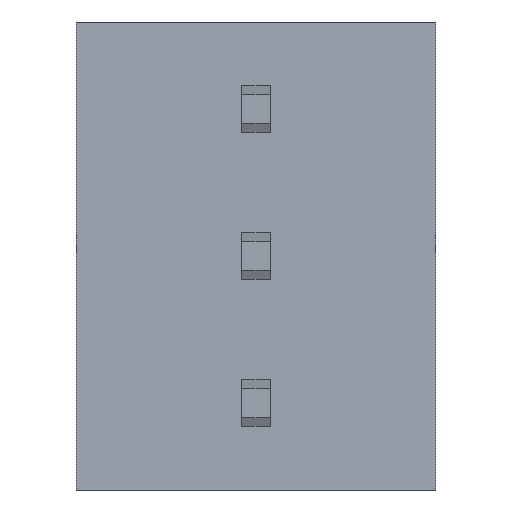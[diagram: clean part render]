
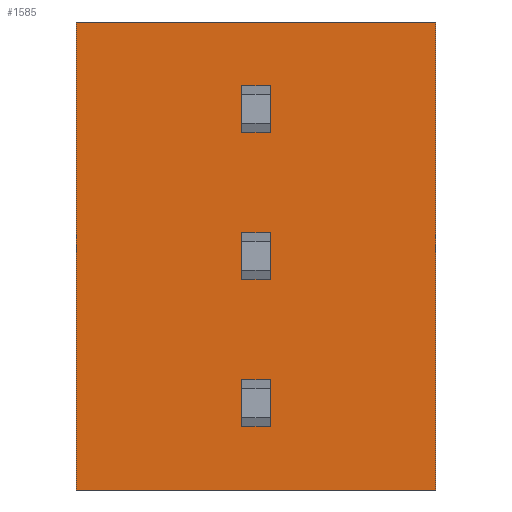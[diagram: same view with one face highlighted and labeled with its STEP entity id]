
A CAD part, front view. The second image highlights one B-rep face of the part: STEP entity #1585.
In plain terms, the highlighted planar face has unit normal (0, -1, 0).
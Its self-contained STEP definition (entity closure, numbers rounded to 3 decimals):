
#54=DIRECTION('',(0.,0.,1.));
#55=VECTOR('',#54,8.08);
#56=CARTESIAN_POINT('',(3.1,0.,-1.5));
#57=LINE('',#56,#55);
#250=DIRECTION('',(1.,0.,0.));
#251=VECTOR('',#250,0.5);
#252=CARTESIAN_POINT('',(-0.25,0.,-0.4));
#253=LINE('',#252,#251);
#254=DIRECTION('',(0.,0.,1.));
#255=VECTOR('',#254,0.8);
#256=CARTESIAN_POINT('',(0.25,0.,-0.4));
#257=LINE('',#256,#255);
#258=DIRECTION('',(-1.,0.,0.));
#259=VECTOR('',#258,0.5);
#260=CARTESIAN_POINT('',(0.25,0.,0.4));
#261=LINE('',#260,#259);
#262=DIRECTION('',(0.,0.,-1.));
#263=VECTOR('',#262,0.8);
#264=CARTESIAN_POINT('',(-0.25,0.,0.4));
#265=LINE('',#264,#263);
#266=DIRECTION('',(1.,0.,0.));
#267=VECTOR('',#266,6.2);
#268=CARTESIAN_POINT('',(-3.1,0.,6.58));
#269=LINE('',#268,#267);
#270=DIRECTION('',(-1.,0.,0.));
#271=VECTOR('',#270,6.2);
#272=CARTESIAN_POINT('',(3.1,0.,-1.5));
#273=LINE('',#272,#271);
#274=DIRECTION('',(0.,0.,1.));
#275=VECTOR('',#274,8.08);
#276=CARTESIAN_POINT('',(-3.1,0.,-1.5));
#277=LINE('',#276,#275);
#278=DIRECTION('',(0.,0.,1.));
#279=VECTOR('',#278,0.8);
#280=CARTESIAN_POINT('',(0.25,0.,2.14));
#281=LINE('',#280,#279);
#282=DIRECTION('',(-1.,0.,0.));
#283=VECTOR('',#282,0.5);
#284=CARTESIAN_POINT('',(0.25,0.,2.94));
#285=LINE('',#284,#283);
#286=DIRECTION('',(0.,0.,-1.));
#287=VECTOR('',#286,0.8);
#288=CARTESIAN_POINT('',(-0.25,0.,2.94));
#289=LINE('',#288,#287);
#290=DIRECTION('',(-1.,0.,0.));
#291=VECTOR('',#290,0.5);
#292=CARTESIAN_POINT('',(0.25,0.,2.14));
#293=LINE('',#292,#291);
#294=DIRECTION('',(0.,0.,1.));
#295=VECTOR('',#294,0.8);
#296=CARTESIAN_POINT('',(0.25,0.,4.68));
#297=LINE('',#296,#295);
#298=DIRECTION('',(-1.,0.,0.));
#299=VECTOR('',#298,0.5);
#300=CARTESIAN_POINT('',(0.25,0.,5.48));
#301=LINE('',#300,#299);
#302=DIRECTION('',(0.,0.,-1.));
#303=VECTOR('',#302,0.8);
#304=CARTESIAN_POINT('',(-0.25,0.,5.48));
#305=LINE('',#304,#303);
#306=DIRECTION('',(-1.,0.,0.));
#307=VECTOR('',#306,0.5);
#308=CARTESIAN_POINT('',(0.25,0.,4.68));
#309=LINE('',#308,#307);
#935=CARTESIAN_POINT('',(3.1,0.,6.58));
#937=VERTEX_POINT('',#935);
#954=CARTESIAN_POINT('',(-3.1,0.,6.58));
#955=VERTEX_POINT('',#954);
#957=CARTESIAN_POINT('',(3.1,0.,-1.5));
#959=VERTEX_POINT('',#957);
#976=CARTESIAN_POINT('',(-3.1,0.,-1.5));
#977=VERTEX_POINT('',#976);
#994=CARTESIAN_POINT('',(-0.25,0.,0.4));
#995=CARTESIAN_POINT('',(-0.25,0.,-0.4));
#996=VERTEX_POINT('',#994);
#997=VERTEX_POINT('',#995);
#998=CARTESIAN_POINT('',(0.25,0.,-0.4));
#999=CARTESIAN_POINT('',(0.25,0.,0.4));
#1000=VERTEX_POINT('',#998);
#1001=VERTEX_POINT('',#999);
#1074=CARTESIAN_POINT('',(0.25,0.,2.94));
#1075=VERTEX_POINT('',#1074);
#1076=CARTESIAN_POINT('',(0.25,0.,2.14));
#1077=VERTEX_POINT('',#1076);
#1078=CARTESIAN_POINT('',(-0.25,0.,2.94));
#1079=VERTEX_POINT('',#1078);
#1080=CARTESIAN_POINT('',(-0.25,0.,2.14));
#1081=VERTEX_POINT('',#1080);
#1154=CARTESIAN_POINT('',(0.25,0.,5.48));
#1155=VERTEX_POINT('',#1154);
#1156=CARTESIAN_POINT('',(0.25,0.,4.68));
#1157=VERTEX_POINT('',#1156);
#1158=CARTESIAN_POINT('',(-0.25,0.,5.48));
#1159=VERTEX_POINT('',#1158);
#1160=CARTESIAN_POINT('',(-0.25,0.,4.68));
#1161=VERTEX_POINT('',#1160);
#1543=CARTESIAN_POINT('',(-3.1,0.,6.58));
#1544=DIRECTION('',(0.,-1.,0.));
#1545=DIRECTION('',(1.,0.,0.));
#1546=AXIS2_PLACEMENT_3D('',#1543,#1544,#1545);
#1547=PLANE('',#1546);
#1548=ORIENTED_EDGE('',*,*,#1225,.T.);
#1549=ORIENTED_EDGE('',*,*,#1258,.F.);
#1551=ORIENTED_EDGE('',*,*,#1550,.T.);
#1552=ORIENTED_EDGE('',*,*,#1505,.T.);
#1553=EDGE_LOOP('',(#1548,#1549,#1551,#1552));
#1554=FACE_OUTER_BOUND('',#1553,.F.);
#1556=ORIENTED_EDGE('',*,*,#1555,.T.);
#1558=ORIENTED_EDGE('',*,*,#1557,.T.);
#1560=ORIENTED_EDGE('',*,*,#1559,.T.);
#1562=ORIENTED_EDGE('',*,*,#1561,.T.);
#1563=EDGE_LOOP('',(#1556,#1558,#1560,#1562));
#1564=FACE_BOUND('',#1563,.F.);
#1566=ORIENTED_EDGE('',*,*,#1565,.T.);
#1568=ORIENTED_EDGE('',*,*,#1567,.T.);
#1570=ORIENTED_EDGE('',*,*,#1569,.T.);
#1572=ORIENTED_EDGE('',*,*,#1571,.F.);
#1573=EDGE_LOOP('',(#1566,#1568,#1570,#1572));
#1574=FACE_BOUND('',#1573,.F.);
#1576=ORIENTED_EDGE('',*,*,#1575,.T.);
#1578=ORIENTED_EDGE('',*,*,#1577,.T.);
#1580=ORIENTED_EDGE('',*,*,#1579,.T.);
#1582=ORIENTED_EDGE('',*,*,#1581,.F.);
#1583=EDGE_LOOP('',(#1576,#1578,#1580,#1582));
#1584=FACE_BOUND('',#1583,.F.);
#1225=EDGE_CURVE('',#955,#937,#269,.T.);
#1258=EDGE_CURVE('',#959,#937,#57,.T.);
#1505=EDGE_CURVE('',#977,#955,#277,.T.);
#1550=EDGE_CURVE('',#959,#977,#273,.T.);
#1555=EDGE_CURVE('',#997,#1000,#253,.T.);
#1557=EDGE_CURVE('',#1000,#1001,#257,.T.);
#1559=EDGE_CURVE('',#1001,#996,#261,.T.);
#1561=EDGE_CURVE('',#996,#997,#265,.T.);
#1565=EDGE_CURVE('',#1077,#1075,#281,.T.);
#1567=EDGE_CURVE('',#1075,#1079,#285,.T.);
#1569=EDGE_CURVE('',#1079,#1081,#289,.T.);
#1571=EDGE_CURVE('',#1077,#1081,#293,.T.);
#1575=EDGE_CURVE('',#1157,#1155,#297,.T.);
#1577=EDGE_CURVE('',#1155,#1159,#301,.T.);
#1579=EDGE_CURVE('',#1159,#1161,#305,.T.);
#1581=EDGE_CURVE('',#1157,#1161,#309,.T.);
#1585=ADVANCED_FACE('',(#1554,#1564,#1574,#1584),#1547,.T.);
